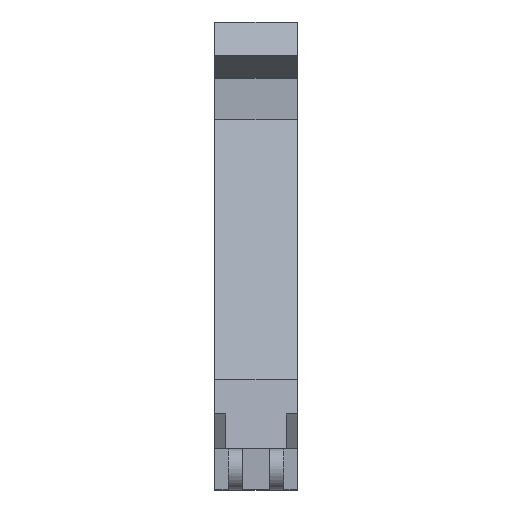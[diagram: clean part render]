
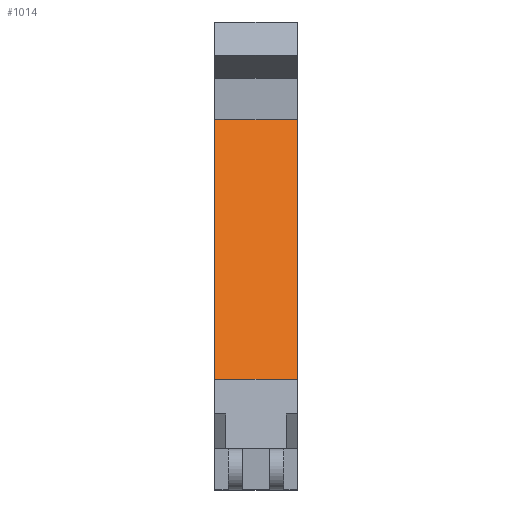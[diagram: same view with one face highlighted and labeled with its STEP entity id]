
A CAD part, front view. The second image highlights one B-rep face of the part: STEP entity #1014.
In plain terms, the highlighted planar face has unit normal (0, -0.94, 0.342).
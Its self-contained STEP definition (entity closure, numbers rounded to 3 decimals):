
#106 = FACE_OUTER_BOUND ( 'NONE', #1277, .T. ) ;
#117 = VERTEX_POINT ( 'NONE', #606 ) ;
#128 = LINE ( 'NONE', #336, #775 ) ;
#188 = EDGE_CURVE ( 'NONE', #117, #1294, #1138, .T. ) ;
#214 = AXIS2_PLACEMENT_3D ( 'NONE', #413, #426, #837 ) ;
#238 = ORIENTED_EDGE ( 'NONE', *, *, #629, .F. ) ;
#316 = DIRECTION ( 'NONE',  ( 1., 0., 0. ) ) ;
#336 = CARTESIAN_POINT ( 'NONE',  ( 0., -34.202, -123.969 ) ) ;
#357 = DIRECTION ( 'NONE',  ( 1., 0., 0. ) ) ;
#413 = CARTESIAN_POINT ( 'NONE',  ( 30., -34.202, -123.969 ) ) ;
#426 = DIRECTION ( 'NONE',  ( 0., -0.94, 0.342 ) ) ;
#478 = VERTEX_POINT ( 'NONE', #595 ) ;
#530 = VECTOR ( 'NONE', #316, 1000. ) ;
#549 = CARTESIAN_POINT ( 'NONE',  ( 30., -34.202, -123.969 ) ) ;
#553 = ORIENTED_EDGE ( 'NONE', *, *, #188, .F. ) ;
#563 = VECTOR ( 'NONE', #820, 1000. ) ;
#595 = CARTESIAN_POINT ( 'NONE',  ( 30., -34.202, -123.969 ) ) ;
#606 = CARTESIAN_POINT ( 'NONE',  ( 0., 0., -30. ) ) ;
#629 = EDGE_CURVE ( 'NONE', #987, #117, #128, .T. ) ;
#658 = LINE ( 'NONE', #549, #1347 ) ;
#733 = DIRECTION ( 'NONE',  ( 0., 0.342, 0.94 ) ) ;
#743 = CARTESIAN_POINT ( 'NONE',  ( 30., -34.202, -123.969 ) ) ;
#775 = VECTOR ( 'NONE', #733, 1000. ) ;
#820 = DIRECTION ( 'NONE',  ( 0., 0.342, 0.94 ) ) ;
#837 = DIRECTION ( 'NONE',  ( 0., -0.342, -0.94 ) ) ;
#842 = ORIENTED_EDGE ( 'NONE', *, *, #892, .T. ) ;
#892 = EDGE_CURVE ( 'NONE', #478, #1294, #1266, .T. ) ;
#933 = CARTESIAN_POINT ( 'NONE',  ( 0., -34.202, -123.969 ) ) ;
#966 = ORIENTED_EDGE ( 'NONE', *, *, #1055, .T. ) ;
#987 = VERTEX_POINT ( 'NONE', #933 ) ;
#1014 = ADVANCED_FACE ( 'NONE', ( #106 ), #1351, .T. ) ;
#1055 = EDGE_CURVE ( 'NONE', #987, #478, #658, .T. ) ;
#1138 = LINE ( 'NONE', #1244, #530 ) ;
#1238 = CARTESIAN_POINT ( 'NONE',  ( 30., 0., -30. ) ) ;
#1244 = CARTESIAN_POINT ( 'NONE',  ( 0., 0., -30. ) ) ;
#1266 = LINE ( 'NONE', #743, #563 ) ;
#1277 = EDGE_LOOP ( 'NONE', ( #966, #842, #553, #238 ) ) ;
#1294 = VERTEX_POINT ( 'NONE', #1238 ) ;
#1347 = VECTOR ( 'NONE', #357, 1000. ) ;
#1351 = PLANE ( 'NONE',  #214 ) ;
